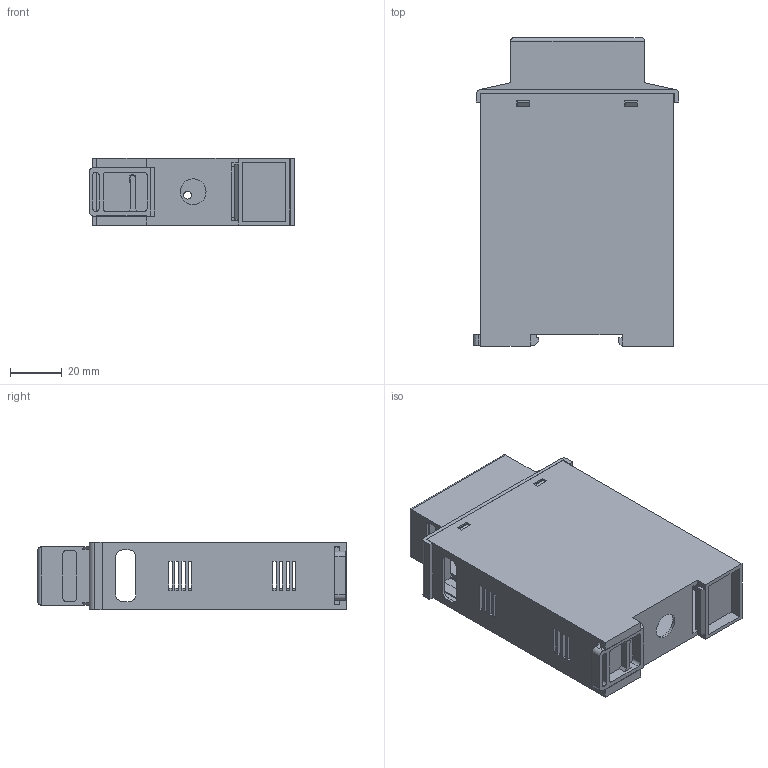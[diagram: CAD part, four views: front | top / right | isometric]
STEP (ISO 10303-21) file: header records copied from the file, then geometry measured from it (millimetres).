
FILE_DESCRIPTION (( 'STEP AP214' ), '1' );
FILE_NAME ('nbc12v1_type_C.STEP', '2022-02-25T11:22:22', ( '' ), ( '' ), 'SwSTEP 2.0', 'SolidWorks 2021', '' );
FILE_SCHEMA (( 'AUTOMOTIVE_DESIGN' ));
Length unit declared in the file: millimetre
Products named in the file (4): 1NA1040000000; 1NA1050200000; 1NA101010000; nbc12v1_type_C
Assembly tree (3 placements, depth 2):
  nbc12v1_type_C
    1NA101010000
    1NA1050200000
    1NA1040000000
Bounding box: 79.9 x 119.8 x 26.2 mm (x, y, z)
Volume: 40479.5 mm3; surface area: 54190.6 mm2
Topology: 3 solids, 3 shells, 336 faces, 990 edges, 644 vertices
Faces by surface type: plane 290, cylinder 46
Entity records: 11270 total; most frequent: CARTESIAN_POINT 1988, ORIENTED_EDGE 1980, DIRECTION 1756, EDGE_CURVE 990, LINE 900, VECTOR 900, VERTEX_POINT 644, AXIS2_PLACEMENT_3D 428
